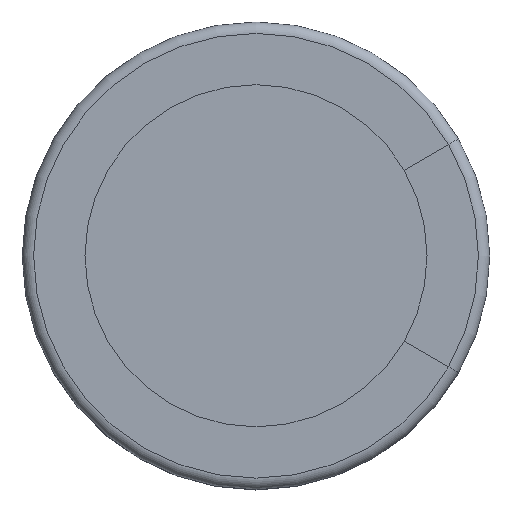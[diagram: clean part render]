
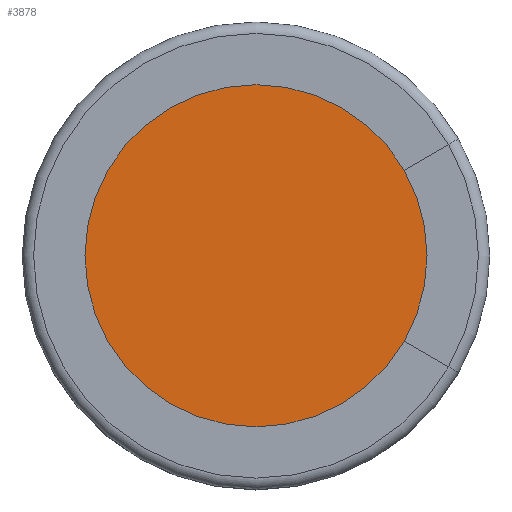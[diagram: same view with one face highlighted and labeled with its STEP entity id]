
A CAD part, top view. The second image highlights one B-rep face of the part: STEP entity #3878.
In plain terms, the highlighted planar face has unit normal (0, 0, 1).
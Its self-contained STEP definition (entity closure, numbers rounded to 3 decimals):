
#3579 = EDGE_CURVE('',#3580,#3580,#3582,.T.);
#3580 = VERTEX_POINT('',#3581);
#3581 = CARTESIAN_POINT('',(3.9,0.,6.7));
#3582 = SURFACE_CURVE('',#3583,(#3588,#3622),.PCURVE_S1.);
#3583 = CIRCLE('',#3584,3.9);
#3584 = AXIS2_PLACEMENT_3D('',#3585,#3586,#3587);
#3585 = CARTESIAN_POINT('',(0.,0.,6.7));
#3586 = DIRECTION('',(0.,0.,-1.));
#3587 = DIRECTION('',(-1.,0.,0.));
#3588 = PCURVE('',#3589,#3594);
#3589 = TOROIDAL_SURFACE('',#3590,3.9,0.1);
#3590 = AXIS2_PLACEMENT_3D('',#3591,#3592,#3593);
#3591 = CARTESIAN_POINT('',(0.,0.,6.6));
#3592 = DIRECTION('',(0.,0.,-1.));
#3593 = DIRECTION('',(-1.,0.,0.));
#3594 = DEFINITIONAL_REPRESENTATION('',(#3595),#3621);
#3595 = B_SPLINE_CURVE_WITH_KNOTS('',3,(#3596,#3597,#3598,#3599,#3600,
    #3601,#3602,#3603,#3604,#3605,#3606,#3607,#3608,#3609,#3610,#3611,
    #3612,#3613,#3614,#3615,#3616,#3617,#3618,#3619,#3620),
  .UNSPECIFIED.,.F.,.F.,(4,1,1,1,1,1,1,1,1,1,1,1,1,1,1,1,1,1,1,1,1,1,4),
  (3.142,3.427,3.713,3.998,
    4.284,4.57,4.855,5.141,
    5.426,5.712,5.998,6.283,
    6.569,6.854,7.14,7.426,
    7.711,7.997,8.282,8.568,
    8.854,9.139,9.425),.UNSPECIFIED.);
#3596 = CARTESIAN_POINT('',(3.142,4.712));
#3597 = CARTESIAN_POINT('',(3.237,4.712));
#3598 = CARTESIAN_POINT('',(3.427,4.712));
#3599 = CARTESIAN_POINT('',(3.713,4.712));
#3600 = CARTESIAN_POINT('',(3.998,4.712));
#3601 = CARTESIAN_POINT('',(4.284,4.712));
#3602 = CARTESIAN_POINT('',(4.57,4.712));
#3603 = CARTESIAN_POINT('',(4.855,4.712));
#3604 = CARTESIAN_POINT('',(5.141,4.712));
#3605 = CARTESIAN_POINT('',(5.426,4.712));
#3606 = CARTESIAN_POINT('',(5.712,4.712));
#3607 = CARTESIAN_POINT('',(5.998,4.712));
#3608 = CARTESIAN_POINT('',(6.283,4.712));
#3609 = CARTESIAN_POINT('',(6.569,4.712));
#3610 = CARTESIAN_POINT('',(6.854,4.712));
#3611 = CARTESIAN_POINT('',(7.14,4.712));
#3612 = CARTESIAN_POINT('',(7.426,4.712));
#3613 = CARTESIAN_POINT('',(7.711,4.712));
#3614 = CARTESIAN_POINT('',(7.997,4.712));
#3615 = CARTESIAN_POINT('',(8.282,4.712));
#3616 = CARTESIAN_POINT('',(8.568,4.712));
#3617 = CARTESIAN_POINT('',(8.854,4.712));
#3618 = CARTESIAN_POINT('',(9.139,4.712));
#3619 = CARTESIAN_POINT('',(9.33,4.712));
#3620 = CARTESIAN_POINT('',(9.425,4.712));
#3621 = ( GEOMETRIC_REPRESENTATION_CONTEXT(2) 
PARAMETRIC_REPRESENTATION_CONTEXT() REPRESENTATION_CONTEXT('2D SPACE',''
  ) );
#3622 = PCURVE('',#3623,#3628);
#3623 = PLANE('',#3624);
#3624 = AXIS2_PLACEMENT_3D('',#3625,#3626,#3627);
#3625 = CARTESIAN_POINT('',(0.,0.,6.7));
#3626 = DIRECTION('',(0.,0.,1.));
#3627 = DIRECTION('',(1.,0.,-0.));
#3628 = DEFINITIONAL_REPRESENTATION('',(#3629),#3637);
#3629 = ( BOUNDED_CURVE() B_SPLINE_CURVE(2,(#3630,#3631,#3632,#3633,
#3634,#3635,#3636),.UNSPECIFIED.,.T.,.F.) B_SPLINE_CURVE_WITH_KNOTS((1,2
    ,2,2,2,1),(-2.094,0.,2.094,4.189,
6.283,8.378),.UNSPECIFIED.) CURVE() 
GEOMETRIC_REPRESENTATION_ITEM() RATIONAL_B_SPLINE_CURVE((1.,0.5,1.,0.5,
1.,0.5,1.)) REPRESENTATION_ITEM('') );
#3630 = CARTESIAN_POINT('',(-3.9,0.));
#3631 = CARTESIAN_POINT('',(-3.9,6.755));
#3632 = CARTESIAN_POINT('',(1.95,3.377));
#3633 = CARTESIAN_POINT('',(7.8,0.));
#3634 = CARTESIAN_POINT('',(1.95,-3.377));
#3635 = CARTESIAN_POINT('',(-3.9,-6.755));
#3636 = CARTESIAN_POINT('',(-3.9,0.));
#3637 = ( GEOMETRIC_REPRESENTATION_CONTEXT(2) 
PARAMETRIC_REPRESENTATION_CONTEXT() REPRESENTATION_CONTEXT('2D SPACE',''
  ) );
#3878 = ADVANCED_FACE('',(#3879),#3623,.T.);
#3879 = FACE_BOUND('',#3880,.T.);
#3880 = EDGE_LOOP('',(#3881));
#3881 = ORIENTED_EDGE('',*,*,#3579,.F.);
